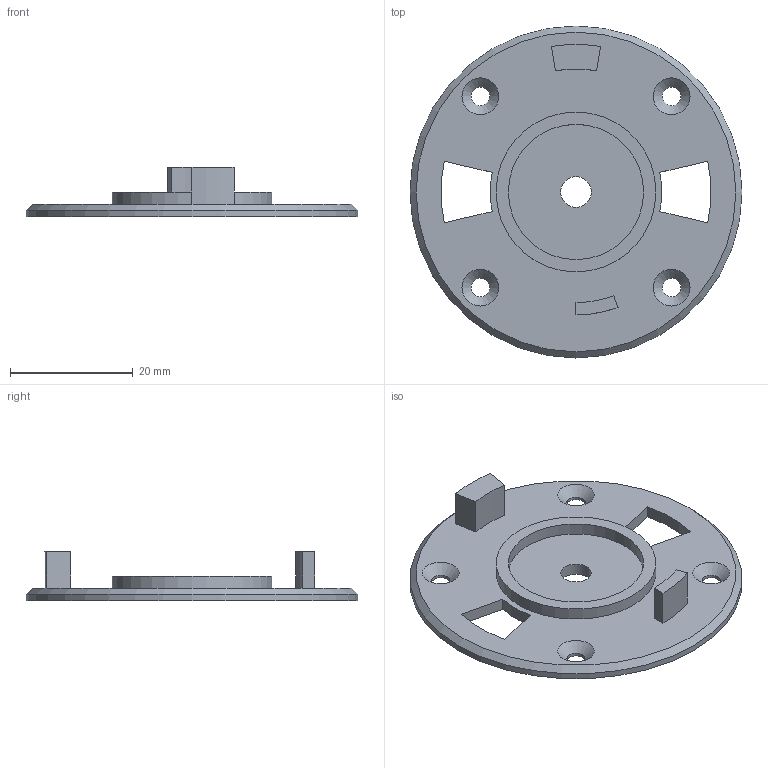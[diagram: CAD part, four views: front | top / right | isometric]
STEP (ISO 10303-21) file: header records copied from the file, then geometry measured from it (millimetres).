
FILE_DESCRIPTION(('FreeCAD Model'),'2;1');
FILE_NAME('laser_cap.step', '2016-01-06T01:49:15',('Author'),(''), 'Open CASCADE STEP processor 6.8','FreeCAD','Unknown');
FILE_SCHEMA(('AUTOMOTIVE_DESIGN_CC2 { 1 2 10303 214 -1 1 5 4 }'));
Length unit declared in the file: millimetre
Products named in the file (1): Laser_cap
Bounding box: 54 x 54 x 8 mm (x, y, z)
Volume: 4638.2 mm3; surface area: 5216.1 mm2
Topology: 1 solids, 1 shells, 35 faces, 82 edges, 53 vertices
Faces by surface type: cylinder 16, plane 14, cone 5
Full cylindrical faces by diameter (mm): 3 x4, 5 x1, 22 x1, 26 x1, 54 x1
Entity records: 2122 total; most frequent: CARTESIAN_POINT 377, DIRECTION 333, ORIENTED_EDGE 164, PCURVE 164, DEFINITIONAL_REPRESENTATION 164, LINE 159, VECTOR 159, EDGE_CURVE 82
